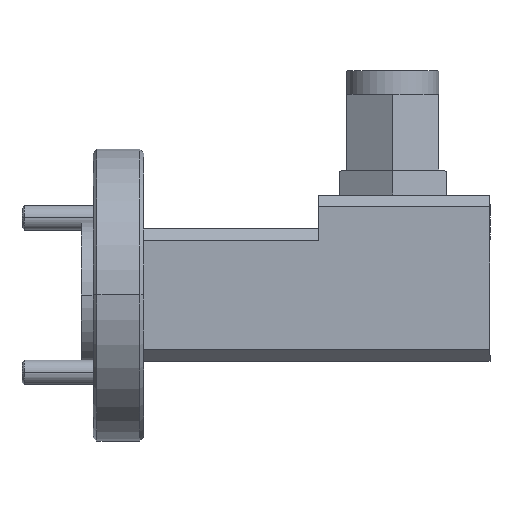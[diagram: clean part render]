
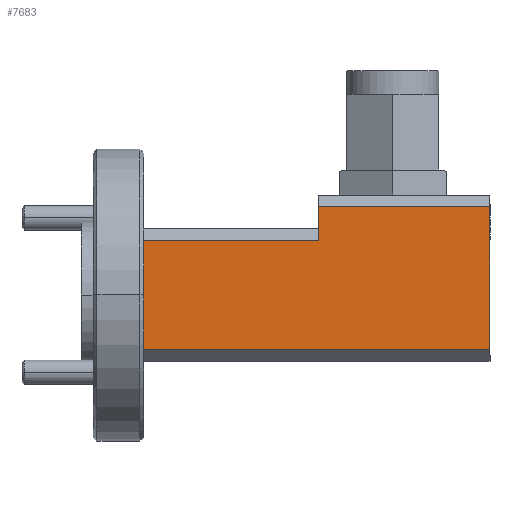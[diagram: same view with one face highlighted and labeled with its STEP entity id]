
A CAD part, top view. The second image highlights one B-rep face of the part: STEP entity #7683.
In plain terms, the highlighted planar face has unit normal (0, 0, 1).
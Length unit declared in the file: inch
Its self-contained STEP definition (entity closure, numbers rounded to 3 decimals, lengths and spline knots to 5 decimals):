
#117 = DIRECTION ( 'NONE',  ( 0., 1., 0. ) ) ;
#136 = ORIENTED_EDGE ( 'NONE', *, *, #527, .T. ) ;
#167 = EDGE_CURVE ( 'NONE', #2244, #7678, #8470, .T. ) ;
#185 = EDGE_CURVE ( 'NONE', #5256, #6273, #7133, .T. ) ;
#262 = FACE_OUTER_BOUND ( 'NONE', #4599, .T. ) ;
#389 = VECTOR ( 'NONE', #7759, 39.37008 ) ;
#455 = LINE ( 'NONE', #1706, #7571 ) ;
#527 = EDGE_CURVE ( 'NONE', #7678, #8579, #9130, .T. ) ;
#541 = CARTESIAN_POINT ( 'NONE',  ( 0.525, 0.54, 0.17 ) ) ;
#1036 = DIRECTION ( 'NONE',  ( -1., 0., 0. ) ) ;
#1207 = CARTESIAN_POINT ( 'NONE',  ( -0.365, 0.54, 0.17 ) ) ;
#1362 = CARTESIAN_POINT ( 'NONE',  ( -0.365, 0.26, 0.17 ) ) ;
#1613 = LINE ( 'NONE', #4232, #389 ) ;
#1706 = CARTESIAN_POINT ( 'NONE',  ( 0.525, 0.627, 0.17 ) ) ;
#1753 = DIRECTION ( 'NONE',  ( 0., 1., 0. ) ) ;
#2244 = VERTEX_POINT ( 'NONE', #1362 ) ;
#2272 = CARTESIAN_POINT ( 'NONE',  ( 0.525, 0., 0.17 ) ) ;
#2395 = EDGE_CURVE ( 'NONE', #5256, #6255, #1613, .T. ) ;
#3336 = CARTESIAN_POINT ( 'NONE',  ( 0.085, 0.54, 0.17 ) ) ;
#3589 = EDGE_CURVE ( 'NONE', #2244, #6273, #8928, .T. ) ;
#3601 = ORIENTED_EDGE ( 'NONE', *, *, #2395, .F. ) ;
#3941 = PLANE ( 'NONE',  #5305 ) ;
#4144 = ORIENTED_EDGE ( 'NONE', *, *, #167, .T. ) ;
#4232 = CARTESIAN_POINT ( 'NONE',  ( 0.085, 0.57, 0.17 ) ) ;
#4599 = EDGE_LOOP ( 'NONE', ( #7235, #4144, #136, #8712, #3601, #8164 ) ) ;
#4685 = VECTOR ( 'NONE', #5115, 39.37008 ) ;
#5115 = DIRECTION ( 'NONE',  ( 1., 0., 0. ) ) ;
#5204 = DIRECTION ( 'NONE',  ( -1., 0., 0. ) ) ;
#5256 = VERTEX_POINT ( 'NONE', #3336 ) ;
#5305 = AXIS2_PLACEMENT_3D ( 'NONE', #9087, #6940, #7033 ) ;
#6255 = VERTEX_POINT ( 'NONE', #7520 ) ;
#6273 = VERTEX_POINT ( 'NONE', #1207 ) ;
#6940 = DIRECTION ( 'NONE',  ( 0., 0., -1. ) ) ;
#7033 = DIRECTION ( 'NONE',  ( -1., 0., 0. ) ) ;
#7133 = LINE ( 'NONE', #541, #8804 ) ;
#7235 = ORIENTED_EDGE ( 'NONE', *, *, #3589, .F. ) ;
#7335 = CARTESIAN_POINT ( 'NONE',  ( 0.525, 0.26, 0.17 ) ) ;
#7520 = CARTESIAN_POINT ( 'NONE',  ( 0.085, 0.627, 0.17 ) ) ;
#7571 = VECTOR ( 'NONE', #5204, 39.37008 ) ;
#7678 = VERTEX_POINT ( 'NONE', #8232 ) ;
#7683 = ADVANCED_FACE ( 'NONE', ( #262 ), #3941, .F. ) ;
#7759 = DIRECTION ( 'NONE',  ( 0., 1., 0. ) ) ;
#8017 = VECTOR ( 'NONE', #117, 39.37008 ) ;
#8163 = CARTESIAN_POINT ( 'NONE',  ( -0.365, 0., 0.17 ) ) ;
#8164 = ORIENTED_EDGE ( 'NONE', *, *, #185, .T. ) ;
#8232 = CARTESIAN_POINT ( 'NONE',  ( 0.525, 0.26, 0.17 ) ) ;
#8470 = LINE ( 'NONE', #7335, #4685 ) ;
#8579 = VERTEX_POINT ( 'NONE', #9157 ) ;
#8712 = ORIENTED_EDGE ( 'NONE', *, *, #9213, .T. ) ;
#8804 = VECTOR ( 'NONE', #1036, 39.37008 ) ;
#8839 = VECTOR ( 'NONE', #1753, 39.37008 ) ;
#8928 = LINE ( 'NONE', #8163, #8839 ) ;
#9087 = CARTESIAN_POINT ( 'NONE',  ( 0.525, 0., 0.17 ) ) ;
#9130 = LINE ( 'NONE', #2272, #8017 ) ;
#9157 = CARTESIAN_POINT ( 'NONE',  ( 0.525, 0.627, 0.17 ) ) ;
#9213 = EDGE_CURVE ( 'NONE', #8579, #6255, #455, .T. ) ;
